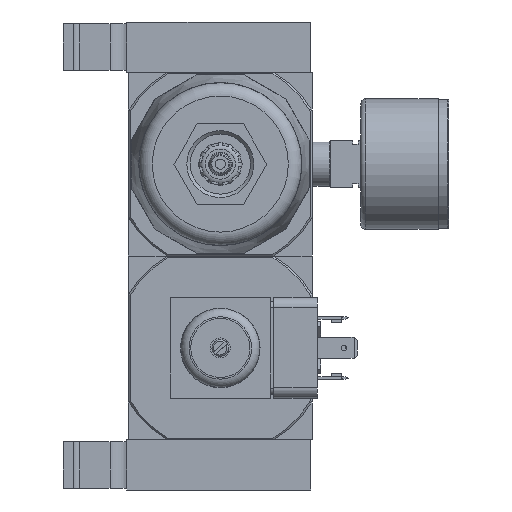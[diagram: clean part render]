
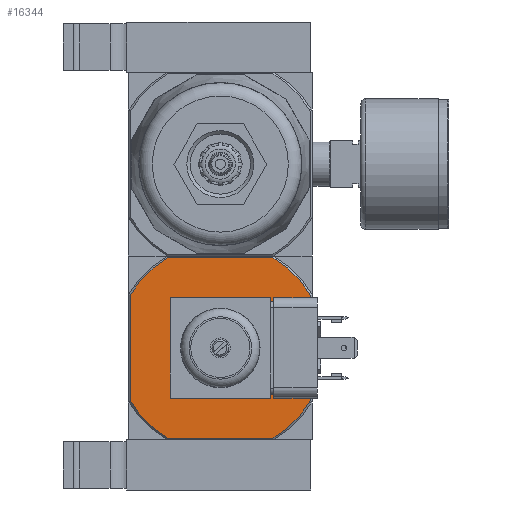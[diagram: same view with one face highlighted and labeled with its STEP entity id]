
A CAD part, front view. The second image highlights one B-rep face of the part: STEP entity #16344.
In plain terms, the highlighted planar face has unit normal (0, -1, 0).
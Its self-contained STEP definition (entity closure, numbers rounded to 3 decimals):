
#1426=CIRCLE('',#22252,6.579);
#1427=CIRCLE('',#22253,31.25);
#1428=CIRCLE('',#22254,31.25);
#1429=CIRCLE('',#22255,31.25);
#1430=CIRCLE('',#22256,31.25);
#4518=ORIENTED_EDGE('',*,*,#7686,.F.);
#4519=ORIENTED_EDGE('',*,*,#7687,.T.);
#4520=ORIENTED_EDGE('',*,*,#7688,.F.);
#4521=ORIENTED_EDGE('',*,*,#7682,.T.);
#4522=ORIENTED_EDGE('',*,*,#7689,.F.);
#4523=ORIENTED_EDGE('',*,*,#7690,.F.);
#4524=ORIENTED_EDGE('',*,*,#7691,.F.);
#4525=ORIENTED_EDGE('',*,*,#7692,.F.);
#4526=ORIENTED_EDGE('',*,*,#7693,.F.);
#7682=EDGE_CURVE('',#9538,#9539,#10753,.T.);
#7686=EDGE_CURVE('',#9542,#9542,#1426,.T.);
#7687=EDGE_CURVE('',#9543,#9544,#10755,.T.);
#7688=EDGE_CURVE('',#9538,#9544,#1427,.T.);
#7689=EDGE_CURVE('',#9545,#9539,#1428,.T.);
#7690=EDGE_CURVE('',#9546,#9545,#10756,.T.);
#7691=EDGE_CURVE('',#9547,#9546,#1429,.T.);
#7692=EDGE_CURVE('',#9548,#9547,#10757,.T.);
#7693=EDGE_CURVE('',#9543,#9548,#1430,.T.);
#9538=VERTEX_POINT('',#31831);
#9539=VERTEX_POINT('',#31832);
#9542=VERTEX_POINT('',#31846);
#9543=VERTEX_POINT('',#31848);
#9544=VERTEX_POINT('',#31849);
#9545=VERTEX_POINT('',#31852);
#9546=VERTEX_POINT('',#31854);
#9547=VERTEX_POINT('',#31856);
#9548=VERTEX_POINT('',#31858);
#10753=LINE('',#31830,#11949);
#10755=LINE('',#31847,#11951);
#10756=LINE('',#31853,#11952);
#10757=LINE('',#31857,#11953);
#11949=VECTOR('',#25842,1000.);
#11951=VECTOR('',#25848,1000.);
#11952=VECTOR('',#25853,1000.);
#11953=VECTOR('',#25856,1000.);
#13314=EDGE_LOOP('',(#4518));
#13315=EDGE_LOOP('',(#4519,#4520,#4521,#4522,#4523,#4524,#4525,#4526));
#14634=FACE_BOUND('',#13314,.T.);
#14635=FACE_BOUND('',#13315,.T.);
#15481=PLANE('',#22251);
#16344=ADVANCED_FACE('',(#14634,#14635),#15481,.F.);
#22251=AXIS2_PLACEMENT_3D('',#31844,#25844,#25845);
#22252=AXIS2_PLACEMENT_3D('',#31845,#25846,#25847);
#22253=AXIS2_PLACEMENT_3D('',#31850,#25849,#25850);
#22254=AXIS2_PLACEMENT_3D('',#31851,#25851,#25852);
#22255=AXIS2_PLACEMENT_3D('',#31855,#25854,#25855);
#22256=AXIS2_PLACEMENT_3D('',#31859,#25857,#25858);
#25842=DIRECTION('',(0.,0.,-1.));
#25844=DIRECTION('',(0.,1.,0.));
#25845=DIRECTION('',(0.,0.,1.));
#25846=DIRECTION('',(0.,-1.,0.));
#25847=DIRECTION('',(0.,0.,-1.));
#25848=DIRECTION('',(-1.,0.,0.));
#25849=DIRECTION('',(0.,1.,0.));
#25850=DIRECTION('',(-1.,0.,0.));
#25851=DIRECTION('',(0.,1.,0.));
#25852=DIRECTION('',(-1.,0.,0.));
#25853=DIRECTION('',(-1.,0.,0.));
#25854=DIRECTION('',(0.,1.,0.));
#25855=DIRECTION('',(-1.,0.,0.));
#25856=DIRECTION('',(0.,0.,-1.));
#25857=DIRECTION('',(0.,1.,0.));
#25858=DIRECTION('',(-1.,0.,0.));
#31830=CARTESIAN_POINT('',(-27.,-27.5,27.5));
#31831=CARTESIAN_POINT('',(-27.,-27.5,15.734));
#31832=CARTESIAN_POINT('',(-27.,-27.5,-15.734));
#31844=CARTESIAN_POINT('',(-27.,-27.5,27.5));
#31845=CARTESIAN_POINT('',(0.,-27.5,0.));
#31846=CARTESIAN_POINT('',(0.,-27.5,-6.579));
#31847=CARTESIAN_POINT('',(27.5,-27.5,27.));
#31848=CARTESIAN_POINT('',(15.734,-27.5,27.));
#31849=CARTESIAN_POINT('',(-15.734,-27.5,27.));
#31850=CARTESIAN_POINT('',(0.,-27.5,0.));
#31851=CARTESIAN_POINT('',(0.,-27.5,0.));
#31852=CARTESIAN_POINT('',(-15.734,-27.5,-27.));
#31853=CARTESIAN_POINT('',(27.5,-27.5,-27.));
#31854=CARTESIAN_POINT('',(15.734,-27.5,-27.));
#31855=CARTESIAN_POINT('',(0.,-27.5,0.));
#31856=CARTESIAN_POINT('',(27.,-27.5,-15.734));
#31857=CARTESIAN_POINT('',(27.,-27.5,27.5));
#31858=CARTESIAN_POINT('',(27.,-27.5,15.734));
#31859=CARTESIAN_POINT('',(0.,-27.5,0.));
